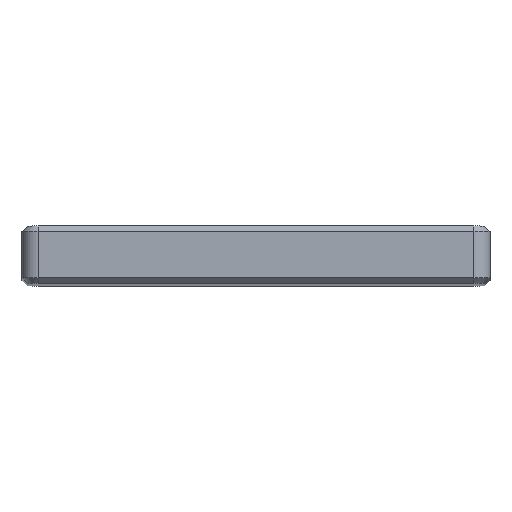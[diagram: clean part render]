
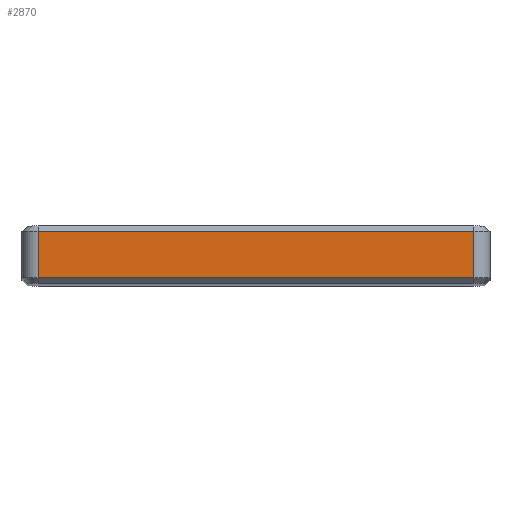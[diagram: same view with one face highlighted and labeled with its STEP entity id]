
A CAD part, top view. The second image highlights one B-rep face of the part: STEP entity #2870.
In plain terms, the highlighted planar face has unit normal (0, 0, 1).
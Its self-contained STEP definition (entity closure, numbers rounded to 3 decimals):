
#128=PLANE('',#3232);
#283=FACE_OUTER_BOUND('',#468,.T.);
#468=EDGE_LOOP('',(#2532,#2533,#2534,#2535));
#600=LINE('',#4699,#818);
#669=LINE('',#4955,#887);
#686=LINE('',#5057,#904);
#687=LINE('',#5058,#905);
#818=VECTOR('',#3688,10.);
#887=VECTOR('',#3989,10.);
#904=VECTOR('',#4120,10.);
#905=VECTOR('',#4121,10.);
#1275=VERTEX_POINT('',#4692);
#1277=VERTEX_POINT('',#4698);
#1348=VERTEX_POINT('',#4953);
#1376=VERTEX_POINT('',#5056);
#1595=EDGE_CURVE('',#1275,#1277,#600,.T.);
#1724=EDGE_CURVE('',#1277,#1348,#669,.T.);
#1772=EDGE_CURVE('',#1348,#1376,#686,.T.);
#1773=EDGE_CURVE('',#1376,#1275,#687,.T.);
#2532=ORIENTED_EDGE('',*,*,#1772,.F.);
#2533=ORIENTED_EDGE('',*,*,#1724,.F.);
#2534=ORIENTED_EDGE('',*,*,#1595,.F.);
#2535=ORIENTED_EDGE('',*,*,#1773,.F.);
#2870=ADVANCED_FACE('',(#283),#128,.T.);
#3232=AXIS2_PLACEMENT_3D('',#5055,#4118,#4119);
#3688=DIRECTION('',(1.,0.,0.));
#3989=DIRECTION('',(0.,-1.,0.));
#4118=DIRECTION('center_axis',(0.,0.,1.));
#4119=DIRECTION('ref_axis',(1.,0.,0.));
#4120=DIRECTION('',(-1.,0.,0.));
#4121=DIRECTION('',(0.,1.,0.));
#4692=CARTESIAN_POINT('',(36.666,32.127,38.05));
#4698=CARTESIAN_POINT('',(116.416,32.127,38.05));
#4699=CARTESIAN_POINT('',(76.041,32.127,38.05));
#4953=CARTESIAN_POINT('',(116.416,23.627,38.05));
#4955=CARTESIAN_POINT('',(116.416,34.377,38.05));
#5055=CARTESIAN_POINT('Origin',(76.541,34.377,38.05));
#5056=CARTESIAN_POINT('',(36.666,23.627,38.05));
#5057=CARTESIAN_POINT('',(76.541,23.627,38.05));
#5058=CARTESIAN_POINT('',(36.666,34.377,38.05));
